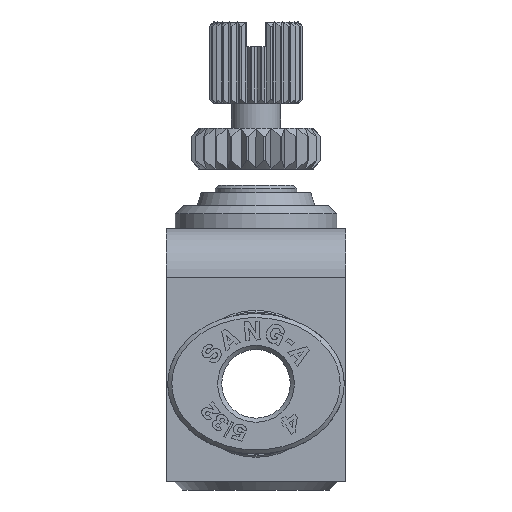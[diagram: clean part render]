
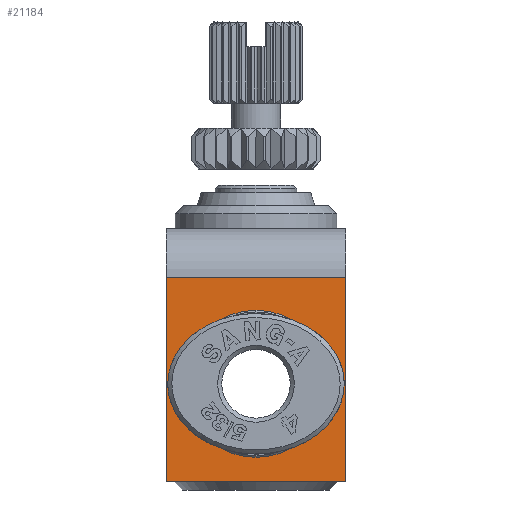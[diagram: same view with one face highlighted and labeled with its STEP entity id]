
A CAD part, left-side view. The second image highlights one B-rep face of the part: STEP entity #21184.
In plain terms, the highlighted planar face has unit normal (-1, 0, 0).
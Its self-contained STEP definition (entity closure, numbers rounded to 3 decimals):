
#678 = DIRECTION ( 'NONE',  ( 0., 0., 1. ) ) ;
#1889 = VECTOR ( 'NONE', #6495, 1000. ) ;
#1987 = EDGE_CURVE ( 'NONE', #39300, #30358, #5406, .T. ) ;
#2105 = CARTESIAN_POINT ( 'NONE',  ( 12.903, -1.344, 3.566 ) ) ;
#3425 = PLANE ( 'NONE',  #26388 ) ;
#5406 = LINE ( 'NONE', #34736, #29216 ) ;
#6495 = DIRECTION ( 'NONE',  ( 0., 1., 0. ) ) ;
#7249 = LINE ( 'NONE', #10381, #1889 ) ;
#10146 = EDGE_CURVE ( 'NONE', #33314, #33314, #11615, .T. ) ;
#10381 = CARTESIAN_POINT ( 'NONE',  ( 12.903, -6.844, -11.934 ) ) ;
#10462 = ORIENTED_EDGE ( 'NONE', *, *, #30828, .T. ) ;
#10676 = FACE_OUTER_BOUND ( 'NONE', #24437, .T. ) ;
#10930 = EDGE_CURVE ( 'NONE', #39300, #35004, #7249, .T. ) ;
#11124 = ORIENTED_EDGE ( 'NONE', *, *, #1987, .T. ) ;
#11615 = CIRCLE ( 'NONE', #38771, 4.5 ) ;
#12324 = ORIENTED_EDGE ( 'NONE', *, *, #10930, .F. ) ;
#12766 = CARTESIAN_POINT ( 'NONE',  ( 12.903, -12.344, 0.566 ) ) ;
#18588 = CARTESIAN_POINT ( 'NONE',  ( 12.903, -1.344, -11.934 ) ) ;
#18589 = CARTESIAN_POINT ( 'NONE',  ( 12.903, -6.844, 3.566 ) ) ;
#21184 = ADVANCED_FACE ( 'NONE', ( #36137, #10676 ), #3425, .T. ) ;
#24437 = EDGE_LOOP ( 'NONE', ( #12324, #11124, #10462, #38509 ) ) ;
#24669 = EDGE_CURVE ( 'NONE', #25170, #35004, #41971, .T. ) ;
#25170 = VERTEX_POINT ( 'NONE', #31655 ) ;
#26388 = AXIS2_PLACEMENT_3D ( 'NONE', #18589, #49298, #37320 ) ;
#27133 = VECTOR ( 'NONE', #28726, 1000. ) ;
#27575 = CARTESIAN_POINT ( 'NONE',  ( 12.903, -6.844, -5.934 ) ) ;
#27577 = VECTOR ( 'NONE', #47228, 1000. ) ;
#28726 = DIRECTION ( 'NONE',  ( 0., 0., -1. ) ) ;
#29216 = VECTOR ( 'NONE', #678, 1000. ) ;
#30358 = VERTEX_POINT ( 'NONE', #12766 ) ;
#30828 = EDGE_CURVE ( 'NONE', #30358, #25170, #37640, .T. ) ;
#31655 = CARTESIAN_POINT ( 'NONE',  ( 12.903, -1.344, 0.566 ) ) ;
#33314 = VERTEX_POINT ( 'NONE', #40731 ) ;
#34736 = CARTESIAN_POINT ( 'NONE',  ( 12.903, -12.344, 3.566 ) ) ;
#35004 = VERTEX_POINT ( 'NONE', #18588 ) ;
#35029 = DIRECTION ( 'NONE',  ( 0., 0., -1. ) ) ;
#36137 = FACE_BOUND ( 'NONE', #46787, .T. ) ;
#37320 = DIRECTION ( 'NONE',  ( 0., 0., 1. ) ) ;
#37640 = LINE ( 'NONE', #38538, #27577 ) ;
#38509 = ORIENTED_EDGE ( 'NONE', *, *, #24669, .T. ) ;
#38538 = CARTESIAN_POINT ( 'NONE',  ( 12.903, -6.844, 0.566 ) ) ;
#38771 = AXIS2_PLACEMENT_3D ( 'NONE', #27575, #39136, #35029 ) ;
#38817 = ORIENTED_EDGE ( 'NONE', *, *, #10146, .T. ) ;
#39136 = DIRECTION ( 'NONE',  ( 1., 0., 0. ) ) ;
#39300 = VERTEX_POINT ( 'NONE', #44610 ) ;
#40731 = CARTESIAN_POINT ( 'NONE',  ( 12.903, -6.844, -10.434 ) ) ;
#41971 = LINE ( 'NONE', #2105, #27133 ) ;
#44610 = CARTESIAN_POINT ( 'NONE',  ( 12.903, -12.344, -11.934 ) ) ;
#46787 = EDGE_LOOP ( 'NONE', ( #38817 ) ) ;
#47228 = DIRECTION ( 'NONE',  ( 0., 1., 0. ) ) ;
#49298 = DIRECTION ( 'NONE',  ( -1., 0., 0. ) ) ;
